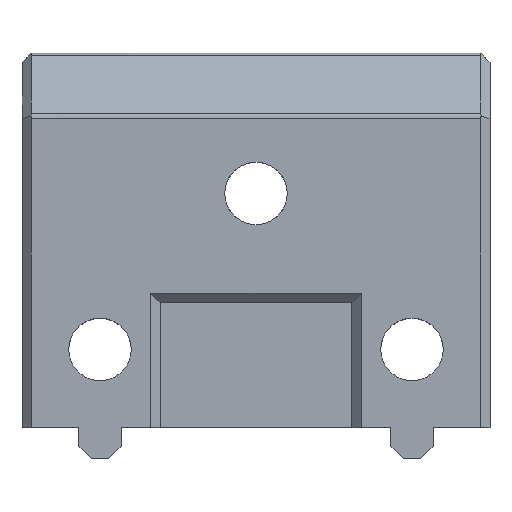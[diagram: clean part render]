
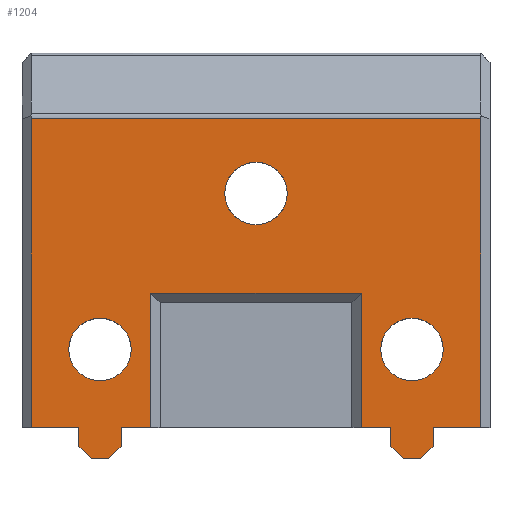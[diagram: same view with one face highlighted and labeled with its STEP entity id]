
A CAD part, top view. The second image highlights one B-rep face of the part: STEP entity #1204.
In plain terms, the highlighted planar face has unit normal (0, 0, 1).
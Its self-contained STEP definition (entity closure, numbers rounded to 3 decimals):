
#40=FACE_BOUND('',#118,.T.);
#41=FACE_BOUND('',#119,.T.);
#42=FACE_BOUND('',#120,.T.);
#50=FACE_OUTER_BOUND('',#117,.T.);
#117=EDGE_LOOP('',(#852,#853,#854,#855,#856,#857,#858,#859,#860,#861,#862,
#863,#864,#865,#866,#867,#868,#869,#870,#871));
#118=EDGE_LOOP('',(#872));
#119=EDGE_LOOP('',(#873));
#120=EDGE_LOOP('',(#874));
#182=CIRCLE('',#1289,2.);
#183=CIRCLE('',#1290,2.);
#184=CIRCLE('',#1291,2.);
#227=LINE('',#1785,#377);
#230=LINE('',#1792,#380);
#232=LINE('',#1798,#382);
#240=LINE('',#1814,#390);
#243=LINE('',#1818,#393);
#244=LINE('',#1821,#394);
#245=LINE('',#1823,#395);
#246=LINE('',#1825,#396);
#247=LINE('',#1827,#397);
#248=LINE('',#1828,#398);
#249=LINE('',#1830,#399);
#250=LINE('',#1832,#400);
#251=LINE('',#1833,#401);
#252=LINE('',#1835,#402);
#253=LINE('',#1837,#403);
#254=LINE('',#1839,#404);
#255=LINE('',#1841,#405);
#256=LINE('',#1842,#406);
#257=LINE('',#1844,#407);
#258=LINE('',#1845,#408);
#377=VECTOR('',#1421,19.793);
#380=VECTOR('',#1428,3.05);
#382=VECTOR('',#1432,3.05);
#390=VECTOR('',#1442,1.9);
#393=VECTOR('',#1445,1.9);
#394=VECTOR('',#1448,1.2);
#395=VECTOR('',#1449,1.131);
#396=VECTOR('',#1450,1.1);
#397=VECTOR('',#1451,1.131);
#398=VECTOR('',#1452,1.2);
#399=VECTOR('',#1453,8.6);
#400=VECTOR('',#1454,13.5);
#401=VECTOR('',#1455,8.6);
#402=VECTOR('',#1456,1.2);
#403=VECTOR('',#1457,1.131);
#404=VECTOR('',#1458,1.1);
#405=VECTOR('',#1459,1.131);
#406=VECTOR('',#1460,1.2);
#407=VECTOR('',#1461,19.793);
#408=VECTOR('',#1462,28.8);
#529=VERTEX_POINT('',#1782);
#530=VERTEX_POINT('',#1784);
#532=VERTEX_POINT('',#1790);
#534=VERTEX_POINT('',#1795);
#535=VERTEX_POINT('',#1797);
#536=VERTEX_POINT('',#1802);
#541=VERTEX_POINT('',#1811);
#542=VERTEX_POINT('',#1813);
#543=VERTEX_POINT('',#1816);
#544=VERTEX_POINT('',#1820);
#545=VERTEX_POINT('',#1822);
#546=VERTEX_POINT('',#1824);
#547=VERTEX_POINT('',#1826);
#548=VERTEX_POINT('',#1829);
#549=VERTEX_POINT('',#1831);
#550=VERTEX_POINT('',#1834);
#551=VERTEX_POINT('',#1836);
#552=VERTEX_POINT('',#1838);
#553=VERTEX_POINT('',#1840);
#554=VERTEX_POINT('',#1843);
#555=VERTEX_POINT('',#1846);
#556=VERTEX_POINT('',#1848);
#557=VERTEX_POINT('',#1850);
#648=EDGE_CURVE('',#530,#529,#227,.T.);
#652=EDGE_CURVE('',#529,#532,#230,.T.);
#654=EDGE_CURVE('',#535,#534,#232,.T.);
#662=EDGE_CURVE('',#542,#541,#240,.T.);
#665=EDGE_CURVE('',#536,#543,#243,.T.);
#666=EDGE_CURVE('',#532,#544,#244,.T.);
#667=EDGE_CURVE('',#544,#545,#245,.T.);
#668=EDGE_CURVE('',#545,#546,#246,.T.);
#669=EDGE_CURVE('',#546,#547,#247,.T.);
#670=EDGE_CURVE('',#547,#542,#248,.T.);
#671=EDGE_CURVE('',#541,#548,#249,.T.);
#672=EDGE_CURVE('',#548,#549,#250,.T.);
#673=EDGE_CURVE('',#549,#536,#251,.T.);
#674=EDGE_CURVE('',#543,#550,#252,.T.);
#675=EDGE_CURVE('',#550,#551,#253,.T.);
#676=EDGE_CURVE('',#551,#552,#254,.T.);
#677=EDGE_CURVE('',#552,#553,#255,.T.);
#678=EDGE_CURVE('',#553,#535,#256,.T.);
#679=EDGE_CURVE('',#534,#554,#257,.T.);
#680=EDGE_CURVE('',#554,#530,#258,.T.);
#681=EDGE_CURVE('',#555,#555,#182,.T.);
#682=EDGE_CURVE('',#556,#556,#183,.T.);
#683=EDGE_CURVE('',#557,#557,#184,.T.);
#852=ORIENTED_EDGE('',*,*,#648,.T.);
#853=ORIENTED_EDGE('',*,*,#652,.T.);
#854=ORIENTED_EDGE('',*,*,#666,.T.);
#855=ORIENTED_EDGE('',*,*,#667,.T.);
#856=ORIENTED_EDGE('',*,*,#668,.T.);
#857=ORIENTED_EDGE('',*,*,#669,.T.);
#858=ORIENTED_EDGE('',*,*,#670,.T.);
#859=ORIENTED_EDGE('',*,*,#662,.T.);
#860=ORIENTED_EDGE('',*,*,#671,.T.);
#861=ORIENTED_EDGE('',*,*,#672,.T.);
#862=ORIENTED_EDGE('',*,*,#673,.T.);
#863=ORIENTED_EDGE('',*,*,#665,.T.);
#864=ORIENTED_EDGE('',*,*,#674,.T.);
#865=ORIENTED_EDGE('',*,*,#675,.T.);
#866=ORIENTED_EDGE('',*,*,#676,.T.);
#867=ORIENTED_EDGE('',*,*,#677,.T.);
#868=ORIENTED_EDGE('',*,*,#678,.T.);
#869=ORIENTED_EDGE('',*,*,#654,.T.);
#870=ORIENTED_EDGE('',*,*,#679,.T.);
#871=ORIENTED_EDGE('',*,*,#680,.T.);
#872=ORIENTED_EDGE('',*,*,#681,.T.);
#873=ORIENTED_EDGE('',*,*,#682,.T.);
#874=ORIENTED_EDGE('',*,*,#683,.T.);
#1150=PLANE('',#1288);
#1204=ADVANCED_FACE('',(#50,#40,#41,#42),#1150,.T.);
#1288=AXIS2_PLACEMENT_3D('',#1819,#1446,#1447);
#1289=AXIS2_PLACEMENT_3D('',#1847,#1463,#1464);
#1290=AXIS2_PLACEMENT_3D('',#1849,#1465,#1466);
#1291=AXIS2_PLACEMENT_3D('',#1851,#1467,#1468);
#1421=DIRECTION('',(0.,-1.,0.));
#1428=DIRECTION('',(1.,0.,0.));
#1432=DIRECTION('',(1.,0.,0.));
#1442=DIRECTION('',(1.,0.,0.));
#1445=DIRECTION('',(1.,0.,0.));
#1446=DIRECTION('center_axis',(0.,0.,1.));
#1447=DIRECTION('ref_axis',(1.,0.,0.));
#1448=DIRECTION('',(0.,-1.,0.));
#1449=DIRECTION('',(0.707,-0.707,0.));
#1450=DIRECTION('',(1.,0.,0.));
#1451=DIRECTION('',(0.707,0.707,0.));
#1452=DIRECTION('',(0.,1.,0.));
#1453=DIRECTION('',(0.,1.,0.));
#1454=DIRECTION('',(1.,0.,0.));
#1455=DIRECTION('',(0.,-1.,0.));
#1456=DIRECTION('',(0.,-1.,0.));
#1457=DIRECTION('',(0.707,-0.707,0.));
#1458=DIRECTION('',(1.,0.,0.));
#1459=DIRECTION('',(0.707,0.707,0.));
#1460=DIRECTION('',(0.,1.,0.));
#1461=DIRECTION('',(0.,1.,0.));
#1462=DIRECTION('',(-1.,0.,0.));
#1463=DIRECTION('center_axis',(0.,0.,-1.));
#1464=DIRECTION('ref_axis',(1.,0.,0.));
#1465=DIRECTION('center_axis',(0.,0.,-1.));
#1466=DIRECTION('ref_axis',(-1.,0.,0.));
#1467=DIRECTION('center_axis',(0.,0.,-1.));
#1468=DIRECTION('ref_axis',(1.,0.,0.));
#1782=CARTESIAN_POINT('',(-14.4,0.,8.));
#1784=CARTESIAN_POINT('',(-14.4,19.793,8.));
#1785=CARTESIAN_POINT('',(-14.4,19.793,8.));
#1790=CARTESIAN_POINT('',(-11.35,0.,8.));
#1792=CARTESIAN_POINT('',(-14.4,0.,8.));
#1795=CARTESIAN_POINT('',(14.4,0.,8.));
#1797=CARTESIAN_POINT('',(11.35,0.,8.));
#1798=CARTESIAN_POINT('',(11.35,0.,8.));
#1802=CARTESIAN_POINT('',(6.75,0.,8.));
#1811=CARTESIAN_POINT('',(-6.75,0.,8.));
#1813=CARTESIAN_POINT('',(-8.65,0.,8.));
#1814=CARTESIAN_POINT('',(-8.65,0.,8.));
#1816=CARTESIAN_POINT('',(8.65,0.,8.));
#1818=CARTESIAN_POINT('',(6.75,0.,8.));
#1819=CARTESIAN_POINT('Origin',(0.,0.,8.));
#1820=CARTESIAN_POINT('',(-11.35,-1.2,8.));
#1821=CARTESIAN_POINT('',(-11.35,0.,8.));
#1822=CARTESIAN_POINT('',(-10.55,-2.,8.));
#1823=CARTESIAN_POINT('',(-11.35,-1.2,8.));
#1824=CARTESIAN_POINT('',(-9.45,-2.,8.));
#1825=CARTESIAN_POINT('',(-10.55,-2.,8.));
#1826=CARTESIAN_POINT('',(-8.65,-1.2,8.));
#1827=CARTESIAN_POINT('',(-9.45,-2.,8.));
#1828=CARTESIAN_POINT('',(-8.65,-1.2,8.));
#1829=CARTESIAN_POINT('',(-6.75,8.6,8.));
#1830=CARTESIAN_POINT('',(-6.75,0.,8.));
#1831=CARTESIAN_POINT('',(6.75,8.6,8.));
#1832=CARTESIAN_POINT('',(-6.75,8.6,8.));
#1833=CARTESIAN_POINT('',(6.75,8.6,8.));
#1834=CARTESIAN_POINT('',(8.65,-1.2,8.));
#1835=CARTESIAN_POINT('',(8.65,0.,8.));
#1836=CARTESIAN_POINT('',(9.45,-2.,8.));
#1837=CARTESIAN_POINT('',(8.65,-1.2,8.));
#1838=CARTESIAN_POINT('',(10.55,-2.,8.));
#1839=CARTESIAN_POINT('',(9.45,-2.,8.));
#1840=CARTESIAN_POINT('',(11.35,-1.2,8.));
#1841=CARTESIAN_POINT('',(10.55,-2.,8.));
#1842=CARTESIAN_POINT('',(11.35,-1.2,8.));
#1843=CARTESIAN_POINT('',(14.4,19.793,8.));
#1844=CARTESIAN_POINT('',(14.4,0.,8.));
#1845=CARTESIAN_POINT('',(14.4,19.793,8.));
#1846=CARTESIAN_POINT('',(-12.,5.,8.));
#1847=CARTESIAN_POINT('Origin',(-10.,5.,8.));
#1848=CARTESIAN_POINT('',(8.,5.,8.));
#1849=CARTESIAN_POINT('Origin',(10.,5.,8.));
#1850=CARTESIAN_POINT('',(-2.,15.,8.));
#1851=CARTESIAN_POINT('Origin',(0.,15.,8.));
